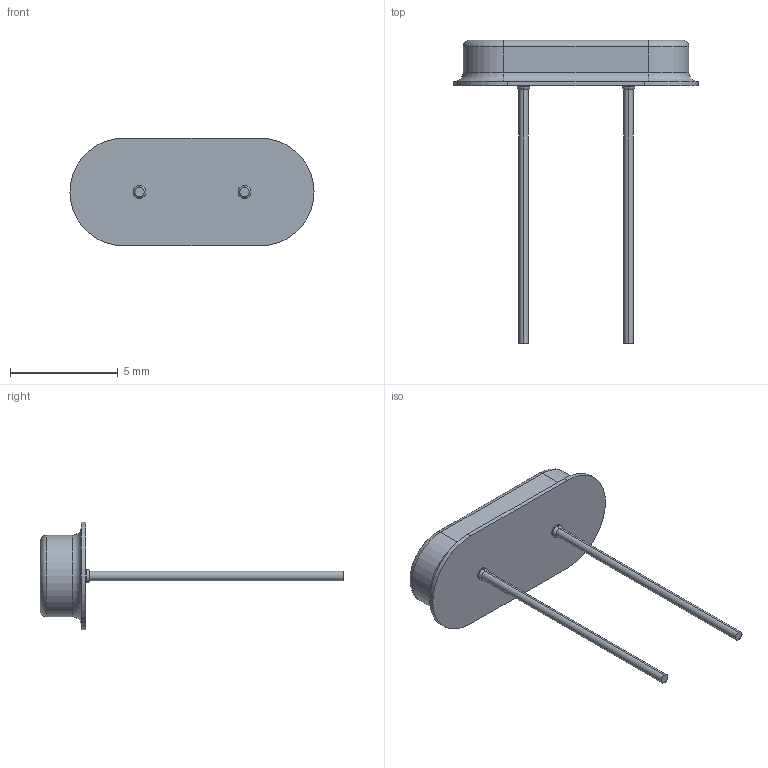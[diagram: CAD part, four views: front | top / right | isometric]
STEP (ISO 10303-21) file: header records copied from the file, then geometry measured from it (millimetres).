
FILE_DESCRIPTION (( 'STEP AP214' ), '1' );
FILE_NAME ('HC-49USSX(-4VX).STEP', '2017-12-09T02:16:09', ( '' ), ( '' ), 'SwSTEP 2.0', 'SolidWorks 2016', '' );
FILE_SCHEMA (( 'AUTOMOTIVE_DESIGN' ));
Length unit declared in the file: millimetre
Products named in the file (1): HC-49USSX(-4VX)
Bounding box: 11.35 x 14.1 x 5 mm (x, y, z)
Volume: 84.1 mm3; surface area: 181.4 mm2
Topology: 1 solids, 1 shells, 33 faces, 68 edges, 40 vertices
Faces by surface type: cylinder 16, plane 9, torus 8
Entity records: 908 total; most frequent: DIRECTION 176, CARTESIAN_POINT 142, ORIENTED_EDGE 136, AXIS2_PLACEMENT_3D 74, EDGE_CURVE 68, VERTEX_POINT 40, CIRCLE 40, EDGE_LOOP 36
